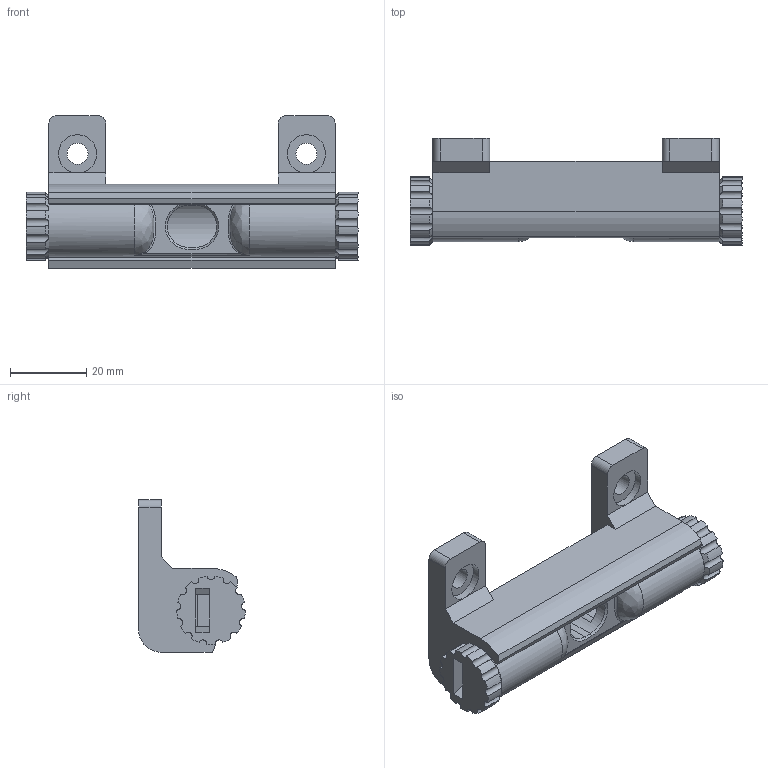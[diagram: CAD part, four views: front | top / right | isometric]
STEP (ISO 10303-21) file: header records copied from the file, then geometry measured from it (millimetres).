
FILE_DESCRIPTION(/* description */ (''),/* implementation_level */ '2;1');
FILE_NAME(/* name */ '02_62__XP__Chamber_Camera___V1.0.step',/* time_stamp */ '2025-04-03T11:20:59+02:00',/* author */ (''),/* organization */ (''),/* preprocessor_version */ 'ST-DEVELOPER v20.1',/* originating_system */ 'Autodesk Translation Framework v14.4.0.0',/* authorisation */ '');
FILE_SCHEMA (('AUTOMOTIVE_DESIGN { 1 0 10303 214 3 1 1 }'));
Length unit declared in the file: millimetre
Products named in the file (1): 02_62__XP__Chamber_Camera___V1.0
Bounding box: 87 x 28 x 40 mm (x, y, z)
Volume: 34038 mm3; surface area: 15988.8 mm2
Topology: 2 solids, 2 shells, 176 faces, 461 edges, 286 vertices
Faces by surface type: cylinder 76, plane 50, cone 30, bspline 20
Full cylindrical faces by diameter (mm): 1.8 x1, 2 x1, 5.5 x2, 10 x2, 16 x1
Entity records: 6407 total; most frequent: CARTESIAN_POINT 2150, ORIENTED_EDGE 914, DIRECTION 843, EDGE_CURVE 457, AXIS2_PLACEMENT_3D 317, VERTEX_POINT 286, LINE 209, VECTOR 209
